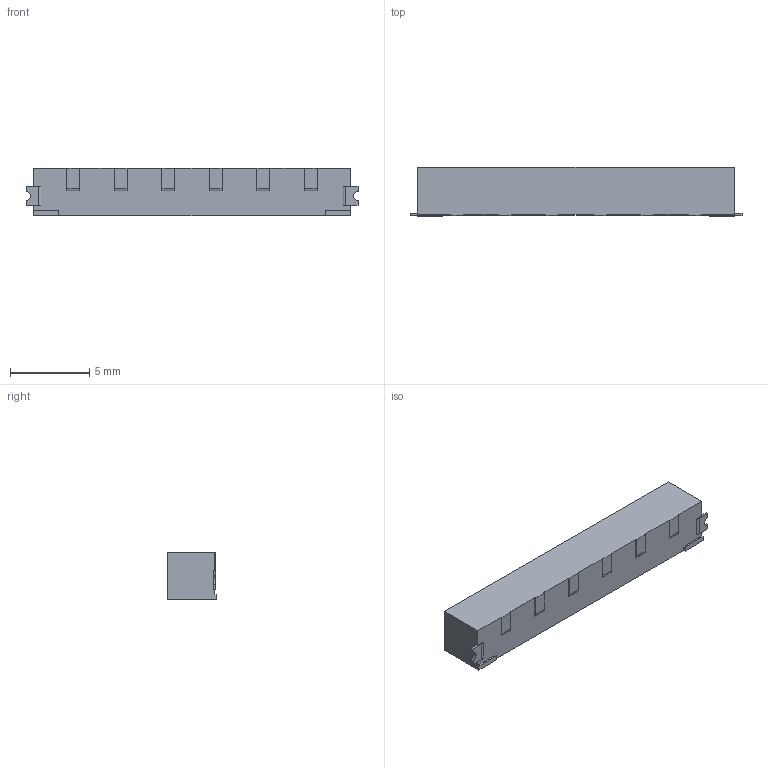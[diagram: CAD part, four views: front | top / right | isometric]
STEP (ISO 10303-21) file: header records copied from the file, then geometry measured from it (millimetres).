
FILE_DESCRIPTION (( 'STEP AP214' ), '1' );
FILE_NAME ('AVX-20-9159-006-101-916.STEP', '2018-12-14T21:30:55', ( '' ), ( '' ), 'SwSTEP 2.0', 'SolidWorks 2018', '' );
FILE_SCHEMA (( 'AUTOMOTIVE_DESIGN' ));
Length unit declared in the file: millimetre
Products named in the file (2): AVX-20-9159-006-101-916; AVX-20-9159-006-101-916_20-9159-006-101-X16
Assembly tree (1 placements, depth 2):
  AVX-20-9159-006-101-916
    AVX-20-9159-006-101-916_20-9159-006-101-X16
Bounding box: 20.95 x 3.1 x 3 mm (x, y, z)
Volume: 113.3 mm3; surface area: 385.3 mm2
Topology: 1 solids, 1 shells, 220 faces, 564 edges, 354 vertices
Faces by surface type: plane 131, cylinder 57, bspline 28, cone 4
Entity records: 7080 total; most frequent: CARTESIAN_POINT 1858, ORIENTED_EDGE 1120, DIRECTION 1012, EDGE_CURVE 560, VECTOR 376, LINE 376, VERTEX_POINT 354, AXIS2_PLACEMENT_3D 318
